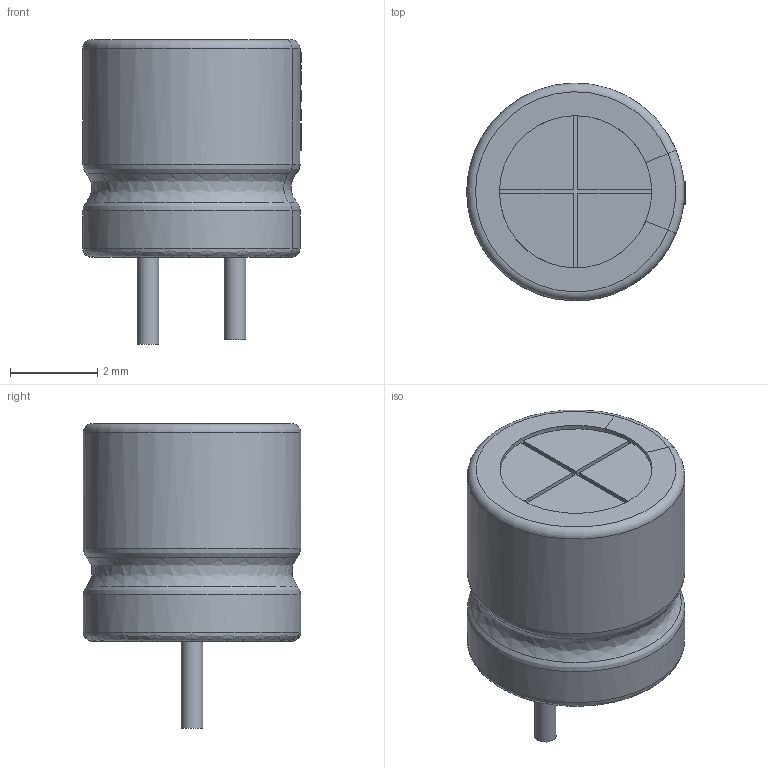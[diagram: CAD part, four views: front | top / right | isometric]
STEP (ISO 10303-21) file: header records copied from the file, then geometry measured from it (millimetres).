
FILE_DESCRIPTION(('FreeCAD Model'),'2;1');
FILE_NAME('cp1.step', '2018-08-18T16:25:06',('Author'),(''), 'Open CASCADE STEP processor 7.2','FreeCAD','Unknown');
FILE_SCHEMA(('AUTOMOTIVE_DESIGN { 1 0 10303 214 1 1 1 1 }'));
Length unit declared in the file: millimetre
Products named in the file (1): Fusion
Bounding box: 5.02 x 5 x 7 mm (x, y, z)
Volume: 93 mm3; surface area: 148.5 mm2
Topology: 8 solids, 9 shells, 297 faces, 818 edges, 541 vertices
Faces by surface type: extrusion 212, plane 59, cylinder 13, bspline 6, revolution 5, torus 2
Full cylindrical faces by diameter (mm): 0.5 x2
Entity records: 23524 total; most frequent: CARTESIAN_POINT 6682, DIRECTION 1954, VECTOR 1679, ORIENTED_EDGE 1636, PCURVE 1636, DEFINITIONAL_REPRESENTATION 1636, LINE 1467, B_SPLINE_CURVE_WITH_KNOTS 1126
